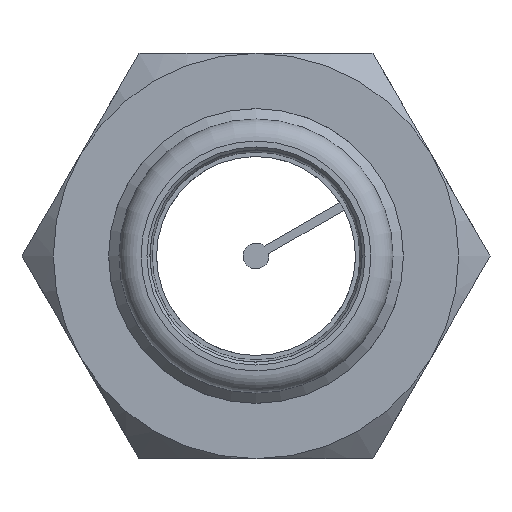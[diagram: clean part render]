
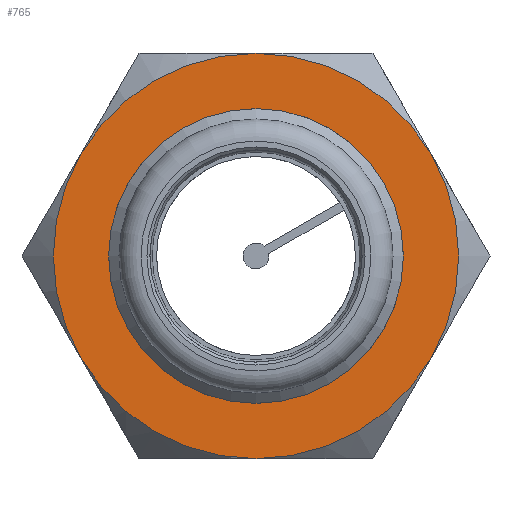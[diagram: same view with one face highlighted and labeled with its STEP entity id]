
A CAD part, left-side view. The second image highlights one B-rep face of the part: STEP entity #765.
In plain terms, the highlighted planar face has unit normal (-1, 0, 0).
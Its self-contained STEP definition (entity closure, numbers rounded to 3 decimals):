
#101=PLANE($,#845);
#131=FACE_BOUND($,#242,.T.);
#132=FACE_BOUND($,#243,.T.);
#242=EDGE_LOOP($,(#589));
#243=EDGE_LOOP($,(#590,#591,#592,#593,#594,#595));
#306=CIRCLE($,#809,20.);
#314=CIRCLE($,#830,27.5);
#315=CIRCLE($,#832,27.5);
#316=CIRCLE($,#834,27.5);
#317=CIRCLE($,#836,27.5);
#318=CIRCLE($,#838,27.5);
#319=CIRCLE($,#841,27.5);
#354=VERTEX_POINT($,#1170);
#361=VERTEX_POINT($,#1190);
#363=VERTEX_POINT($,#1200);
#371=VERTEX_POINT($,#1229);
#376=VERTEX_POINT($,#1249);
#378=VERTEX_POINT($,#1264);
#380=VERTEX_POINT($,#1286);
#418=EDGE_CURVE($,#354,#354,#306,.T.);
#454=EDGE_CURVE($,#380,#363,#314,.T.);
#455=EDGE_CURVE($,#363,#361,#315,.T.);
#456=EDGE_CURVE($,#361,#378,#316,.T.);
#457=EDGE_CURVE($,#378,#376,#317,.T.);
#458=EDGE_CURVE($,#376,#371,#318,.T.);
#461=EDGE_CURVE($,#371,#380,#319,.T.);
#589=ORIENTED_EDGE($,*,*,#418,.T.);
#590=ORIENTED_EDGE($,*,*,#454,.F.);
#591=ORIENTED_EDGE($,*,*,#461,.F.);
#592=ORIENTED_EDGE($,*,*,#458,.F.);
#593=ORIENTED_EDGE($,*,*,#457,.F.);
#594=ORIENTED_EDGE($,*,*,#456,.F.);
#595=ORIENTED_EDGE($,*,*,#455,.F.);
#765=ADVANCED_FACE($,(#131,#132),#101,.T.);
#809=AXIS2_PLACEMENT_3D($,#1171,#929,#930);
#830=AXIS2_PLACEMENT_3D($,#1290,#977,#978);
#832=AXIS2_PLACEMENT_3D($,#1292,#981,#982);
#834=AXIS2_PLACEMENT_3D($,#1294,#985,#986);
#836=AXIS2_PLACEMENT_3D($,#1296,#989,#990);
#838=AXIS2_PLACEMENT_3D($,#1298,#993,#994);
#841=AXIS2_PLACEMENT_3D($,#1307,#999,#1000);
#845=AXIS2_PLACEMENT_3D($,#1311,#1007,#1008);
#929=DIRECTION('center_axis',(1.,0.,0.));
#930=DIRECTION('ref_axis',(0.,0.,-1.));
#977=DIRECTION('center_axis',(1.,0.,0.));
#978=DIRECTION('ref_axis',(0.,1.,0.));
#981=DIRECTION('center_axis',(1.,0.,0.));
#982=DIRECTION('ref_axis',(0.,1.,0.));
#985=DIRECTION('center_axis',(1.,0.,0.));
#986=DIRECTION('ref_axis',(0.,1.,0.));
#989=DIRECTION('center_axis',(1.,0.,0.));
#990=DIRECTION('ref_axis',(0.,1.,0.));
#993=DIRECTION('center_axis',(1.,0.,0.));
#994=DIRECTION('ref_axis',(0.,1.,0.));
#999=DIRECTION('center_axis',(1.,0.,0.));
#1000=DIRECTION('ref_axis',(0.,1.,0.));
#1007=DIRECTION('center_axis',(-1.,0.,0.));
#1008=DIRECTION('ref_axis',(0.,0.,1.));
#1170=CARTESIAN_POINT('',(0.,0.,-20.));
#1171=CARTESIAN_POINT('Origin',(0.,0.,0.));
#1190=CARTESIAN_POINT('',(0.,-23.816,13.75));
#1200=CARTESIAN_POINT('',(0.,0.,
27.5));
#1229=CARTESIAN_POINT('',(0.,23.816,-13.75));
#1249=CARTESIAN_POINT('',(0.,0.,
-27.5));
#1264=CARTESIAN_POINT('',(0.,-23.816,-13.75));
#1286=CARTESIAN_POINT('',(0.,23.816,13.75));
#1290=CARTESIAN_POINT('Origin',(0.,0.,
0.));
#1292=CARTESIAN_POINT('Origin',(0.,0.,
0.));
#1294=CARTESIAN_POINT('Origin',(0.,0.,
0.));
#1296=CARTESIAN_POINT('Origin',(0.,0.,
0.));
#1298=CARTESIAN_POINT('Origin',(0.,0.,
0.));
#1307=CARTESIAN_POINT('Origin',(0.,0.,
0.));
#1311=CARTESIAN_POINT('Origin',(0.,13.75,0.));
